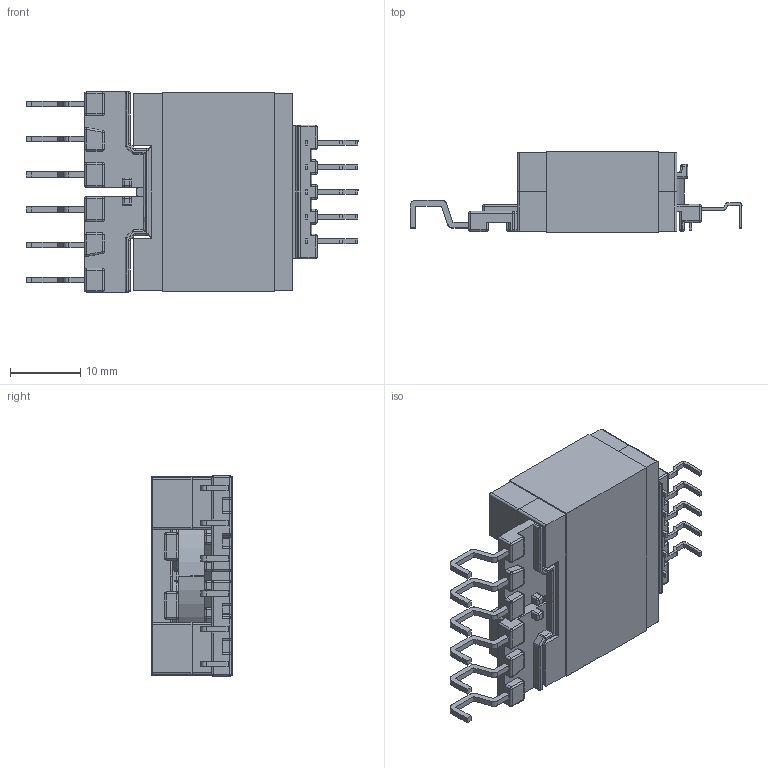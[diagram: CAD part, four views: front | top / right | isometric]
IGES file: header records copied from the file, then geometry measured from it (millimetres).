
Start section: SolidWorks IGES file using analytic representation for surfaces
Global section: file name: LEP28_6132.IGS; native system: SolidWorks 2017; preprocessor: SolidWorks 2017; author: e.wtnpm; date: 210408.164625; units: millimetre
Bounding box: 47.11 x 11.52 x 28.4 mm (x, y, z)
Surface area: 10659.4 mm2 (no closed solid volume)
Topology: 0 solids, 0 shells, 751 faces, 5020 edges, 4924 vertices
Faces by surface type: revolution 399, bspline 352
